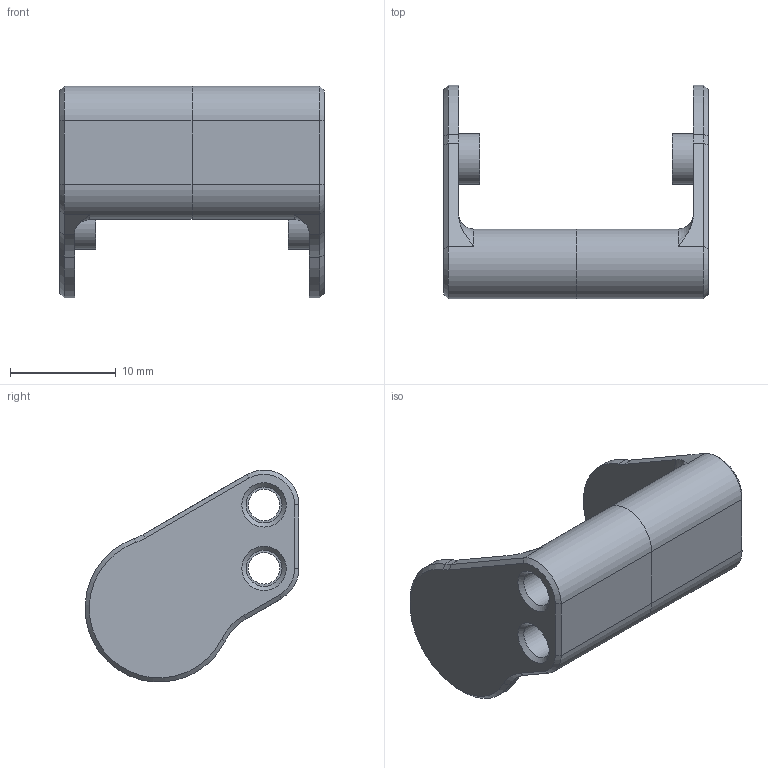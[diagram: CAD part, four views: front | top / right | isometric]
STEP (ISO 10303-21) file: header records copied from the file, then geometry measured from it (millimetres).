
FILE_DESCRIPTION(/* description */ (''),/* implementation_level */ '2;1');
FILE_NAME(/* name */ '10x11 Chain Top Anchor.step',/* time_stamp */ '2019-11-27T19:49:27-05:00',/* author */ (''),/* organization */ (''),/* preprocessor_version */ 'ST-DEVELOPER v18',/* originating_system */ 'Autodesk Translation Framework v8.12.0.6',/* authorisation */ '');
FILE_SCHEMA (('AUTOMOTIVE_DESIGN { 1 0 10303 214 3 1 1 }'));
Length unit declared in the file: millimetre
Products named in the file (1): 10x11 Chain Top Anchor
Bounding box: 25 x 20.24 x 20.05 mm (x, y, z)
Volume: 2041.9 mm3; surface area: 2404.5 mm2
Topology: 2 solids, 2 shells, 62 faces, 152 edges, 96 vertices
Faces by surface type: plane 24, cylinder 20, cone 12, torus 6
Full cylindrical faces by diameter (mm): 2.98 x2, 3.4 x2, 4.75 x2
Entity records: 1917 total; most frequent: CARTESIAN_POINT 361, DIRECTION 334, ORIENTED_EDGE 304, EDGE_CURVE 152, AXIS2_PLACEMENT_3D 131, VERTEX_POINT 96, EDGE_LOOP 72, LINE 72
